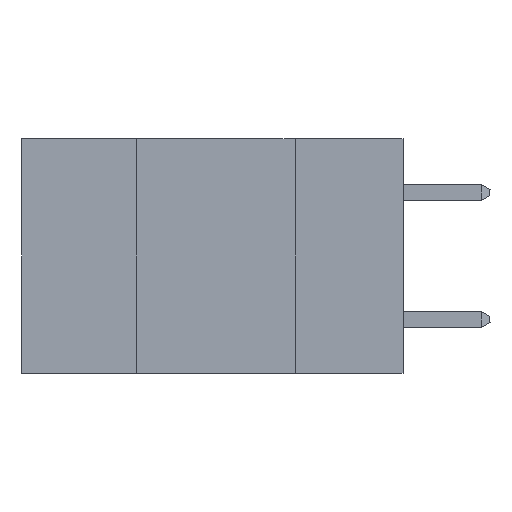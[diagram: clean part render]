
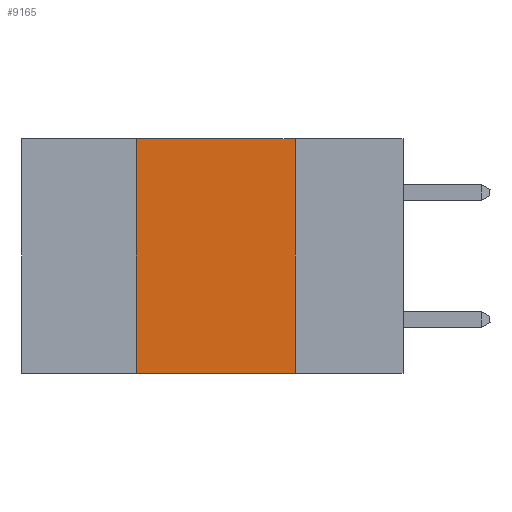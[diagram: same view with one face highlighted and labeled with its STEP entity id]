
A CAD part, left-side view. The second image highlights one B-rep face of the part: STEP entity #9165.
In plain terms, the highlighted planar face has unit normal (-1, 0, 0).
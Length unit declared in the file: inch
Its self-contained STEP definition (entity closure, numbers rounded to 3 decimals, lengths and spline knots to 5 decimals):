
#176 = ORIENTED_EDGE ( 'NONE', *, *, #3391, .F. ) ;
#366 = DIRECTION ( 'NONE',  ( 0., -1., 0. ) ) ;
#399 = FACE_OUTER_BOUND ( 'NONE', #4756, .T. ) ;
#1051 = VECTOR ( 'NONE', #12397, 39.37008 ) ;
#1152 = DIRECTION ( 'NONE',  ( 0., 0., -1. ) ) ;
#2118 = VERTEX_POINT ( 'NONE', #21207 ) ;
#2533 = VECTOR ( 'NONE', #1152, 39.37008 ) ;
#2550 = CARTESIAN_POINT ( 'NONE',  ( 0., 0.6, 0. ) ) ;
#3367 = ORIENTED_EDGE ( 'NONE', *, *, #20624, .T. ) ;
#3391 = EDGE_CURVE ( 'NONE', #13126, #16198, #21359, .T. ) ;
#4361 = DIRECTION ( 'NONE',  ( 0., -1., 0. ) ) ;
#4756 = EDGE_LOOP ( 'NONE', ( #19534, #176, #22473, #3367 ) ) ;
#5767 = VECTOR ( 'NONE', #4361, 39.37008 ) ;
#6147 = CARTESIAN_POINT ( 'NONE',  ( 0., 0.6, -0.37 ) ) ;
#6231 = CARTESIAN_POINT ( 'NONE',  ( 0., 0.6, 0. ) ) ;
#6372 = LINE ( 'NONE', #6147, #5767 ) ;
#6440 = DIRECTION ( 'NONE',  ( 1., 0., 0. ) ) ;
#7397 = VERTEX_POINT ( 'NONE', #18603 ) ;
#8336 = CARTESIAN_POINT ( 'NONE',  ( 0., 0.42, 0. ) ) ;
#9165 = ADVANCED_FACE ( 'NONE', ( #399 ), #17769, .F. ) ;
#10478 = CARTESIAN_POINT ( 'NONE',  ( 0., 0.42, 0. ) ) ;
#11255 = EDGE_CURVE ( 'NONE', #16198, #7397, #12722, .T. ) ;
#11258 = LINE ( 'NONE', #10478, #1051 ) ;
#11359 = VECTOR ( 'NONE', #366, 39.37008 ) ;
#12397 = DIRECTION ( 'NONE',  ( 0., 0., 1. ) ) ;
#12648 = CARTESIAN_POINT ( 'NONE',  ( 0., 0.17, 0. ) ) ;
#12722 = LINE ( 'NONE', #12648, #2533 ) ;
#13126 = VERTEX_POINT ( 'NONE', #8336 ) ;
#16198 = VERTEX_POINT ( 'NONE', #18335 ) ;
#16614 = AXIS2_PLACEMENT_3D ( 'NONE', #2550, #6440, #19643 ) ;
#16887 = EDGE_CURVE ( 'NONE', #2118, #13126, #11258, .T. ) ;
#17769 = PLANE ( 'NONE',  #16614 ) ;
#18335 = CARTESIAN_POINT ( 'NONE',  ( 0., 0.17, 0. ) ) ;
#18603 = CARTESIAN_POINT ( 'NONE',  ( 0., 0.17, -0.37 ) ) ;
#19534 = ORIENTED_EDGE ( 'NONE', *, *, #11255, .F. ) ;
#19643 = DIRECTION ( 'NONE',  ( 0., 0., -1. ) ) ;
#20624 = EDGE_CURVE ( 'NONE', #2118, #7397, #6372, .T. ) ;
#21207 = CARTESIAN_POINT ( 'NONE',  ( 0., 0.42, -0.37 ) ) ;
#21359 = LINE ( 'NONE', #6231, #11359 ) ;
#22473 = ORIENTED_EDGE ( 'NONE', *, *, #16887, .F. ) ;
